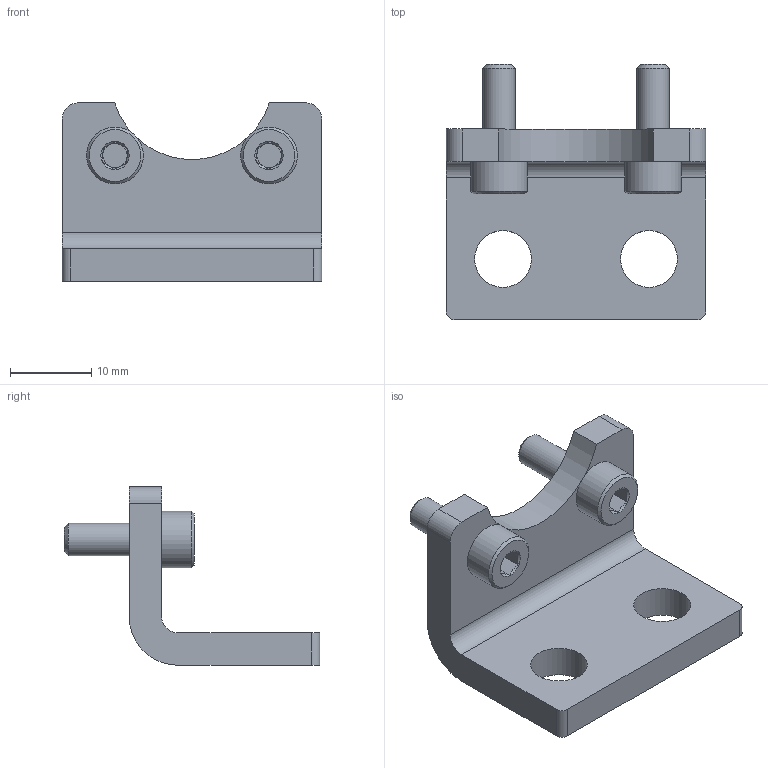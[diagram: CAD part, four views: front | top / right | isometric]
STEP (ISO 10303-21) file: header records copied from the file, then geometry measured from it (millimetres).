
FILE_DESCRIPTION(/* description */ (''),/* implementation_level */ '2;1');
FILE_NAME(/* name */ 'AF32E.stp',/* time_stamp */ '2019-01-03T12:08:46+01:00',/* author */ ('dansca'),/* organization */ (''),/* preprocessor_version */ 'ST-DEVELOPER v17.2',/* originating_system */ 'Autodesk Inventor 2019',/* authorisation */ '');
FILE_SCHEMA (('AUTOMOTIVE_DESIGN { 1 0 10303 214 3 1 1 }'));
Length unit declared in the file: millimetre
Products named in the file (3): AF32E; AF32E_1; VM412
Assembly tree (3 placements, depth 2):
  AF32E
    AF32E_1
    VM412  x2
Bounding box: 32 x 31.5 x 22 mm (x, y, z)
Volume: 4787.8 mm3; surface area: 3671.7 mm2
Topology: 3 solids, 3 shells, 62 faces, 164 edges, 110 vertices
Faces by surface type: plane 39, cylinder 15, cone 8
Full cylindrical faces by diameter (mm): 4 x2, 5 x2, 7 x4
Entity records: 1430 total; most frequent: CARTESIAN_POINT 258, DIRECTION 232, ORIENTED_EDGE 220, EDGE_CURVE 110, AXIS2_PLACEMENT_3D 88, VERTEX_POINT 75, LINE 56, VECTOR 56
